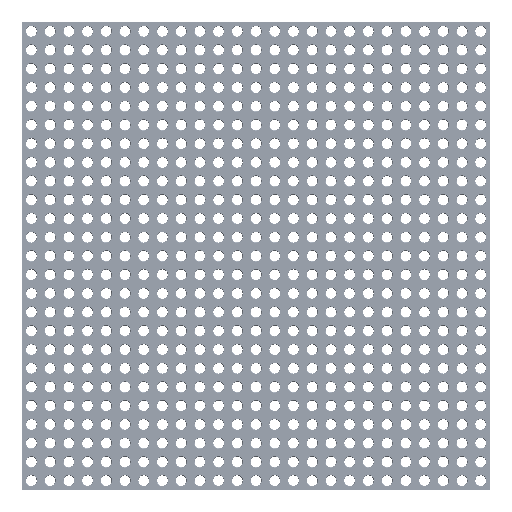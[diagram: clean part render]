
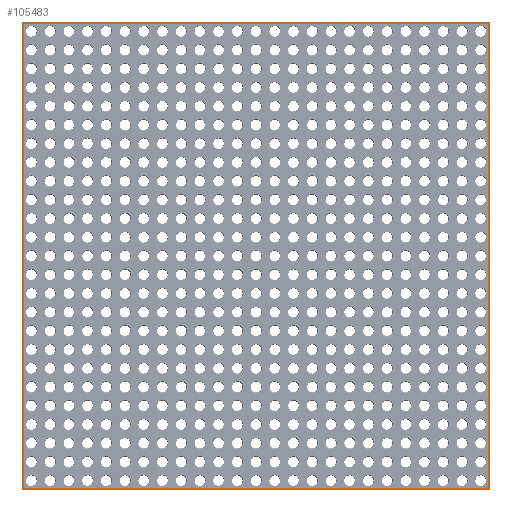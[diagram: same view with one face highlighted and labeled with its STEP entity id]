
A CAD part, top view. The second image highlights one B-rep face of the part: STEP entity #105483.
In plain terms, the highlighted planar face has unit normal (0, 0, 1).
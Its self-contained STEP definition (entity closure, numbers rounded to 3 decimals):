
#100 = PLANE('',#101);
#101 = AXIS2_PLACEMENT_3D('',#102,#103,#104);
#102 = CARTESIAN_POINT('',(-6.25,306.1,2.975));
#103 = DIRECTION('',(0.,0.707,0.707));
#104 = DIRECTION('',(-1.,0.,0.));
#17115 = PLANE('',#17116);
#17116 = AXIS2_PLACEMENT_3D('',#17117,#17118,#17119);
#17117 = CARTESIAN_POINT('',(306.1,306.25,2.975));
#17118 = DIRECTION('',(0.707,0.,0.707));
#17119 = DIRECTION('',(0.,1.,0.));
#19845 = VERTEX_POINT('',#19846);
#19846 = CARTESIAN_POINT('',(-5.95,305.95,3.125));
#19860 = PLANE('',#19861);
#19861 = AXIS2_PLACEMENT_3D('',#19862,#19863,#19864);
#19862 = CARTESIAN_POINT('',(-6.1,-6.25,2.975));
#19863 = DIRECTION('',(-0.707,0.,0.707));
#19864 = DIRECTION('',(0.,-1.,0.));
#19874 = VERTEX_POINT('',#19875);
#19875 = CARTESIAN_POINT('',(305.95,305.95,3.125));
#19896 = EDGE_CURVE('',#19845,#19874,#19897,.T.);
#19897 = SURFACE_CURVE('',#19898,(#19902,#19909),.PCURVE_S1.);
#19898 = LINE('',#19899,#19900);
#19899 = CARTESIAN_POINT('',(-6.25,305.95,3.125));
#19900 = VECTOR('',#19901,1.);
#19901 = DIRECTION('',(1.,0.,0.));
#19902 = PCURVE('',#100,#19903);
#19903 = DEFINITIONAL_REPRESENTATION('',(#19904),#19908);
#19904 = LINE('',#19905,#19906);
#19905 = CARTESIAN_POINT('',(-0.,0.212));
#19906 = VECTOR('',#19907,1.);
#19907 = DIRECTION('',(-1.,0.));
#19908 = ( GEOMETRIC_REPRESENTATION_CONTEXT(2) 
PARAMETRIC_REPRESENTATION_CONTEXT() REPRESENTATION_CONTEXT('2D SPACE',''
  ) );
#19909 = PCURVE('',#19910,#19915);
#19910 = PLANE('',#19911);
#19911 = AXIS2_PLACEMENT_3D('',#19912,#19913,#19914);
#19912 = CARTESIAN_POINT('',(150.,150.,3.125));
#19913 = DIRECTION('',(0.,0.,1.));
#19914 = DIRECTION('',(1.,0.,0.));
#19915 = DEFINITIONAL_REPRESENTATION('',(#19916),#19920);
#19916 = LINE('',#19917,#19918);
#19917 = CARTESIAN_POINT('',(-156.25,155.95));
#19918 = VECTOR('',#19919,1.);
#19919 = DIRECTION('',(1.,0.));
#19920 = ( GEOMETRIC_REPRESENTATION_CONTEXT(2) 
PARAMETRIC_REPRESENTATION_CONTEXT() REPRESENTATION_CONTEXT('2D SPACE',''
  ) );
#103047 = PLANE('',#103048);
#103048 = AXIS2_PLACEMENT_3D('',#103049,#103050,#103051);
#103049 = CARTESIAN_POINT('',(306.25,-6.1,2.975));
#103050 = DIRECTION('',(0.,-0.707,0.707));
#103051 = DIRECTION('',(-1.,0.,0.));
#105392 = VERTEX_POINT('',#105393);
#105393 = CARTESIAN_POINT('',(305.95,-5.95,3.125));
#105414 = EDGE_CURVE('',#19874,#105392,#105415,.T.);
#105415 = SURFACE_CURVE('',#105416,(#105420,#105427),.PCURVE_S1.);
#105416 = LINE('',#105417,#105418);
#105417 = CARTESIAN_POINT('',(305.95,306.25,3.125));
#105418 = VECTOR('',#105419,1.);
#105419 = DIRECTION('',(0.,-1.,0.));
#105420 = PCURVE('',#17115,#105421);
#105421 = DEFINITIONAL_REPRESENTATION('',(#105422),#105426);
#105422 = LINE('',#105423,#105424);
#105423 = CARTESIAN_POINT('',(-0.,0.212));
#105424 = VECTOR('',#105425,1.);
#105425 = DIRECTION('',(-1.,0.));
#105426 = ( GEOMETRIC_REPRESENTATION_CONTEXT(2) 
PARAMETRIC_REPRESENTATION_CONTEXT() REPRESENTATION_CONTEXT('2D SPACE',''
  ) );
#105427 = PCURVE('',#19910,#105428);
#105428 = DEFINITIONAL_REPRESENTATION('',(#105429),#105433);
#105429 = LINE('',#105430,#105431);
#105430 = CARTESIAN_POINT('',(155.95,156.25));
#105431 = VECTOR('',#105432,1.);
#105432 = DIRECTION('',(0.,-1.));
#105433 = ( GEOMETRIC_REPRESENTATION_CONTEXT(2) 
PARAMETRIC_REPRESENTATION_CONTEXT() REPRESENTATION_CONTEXT('2D SPACE',''
  ) );
#105439 = VERTEX_POINT('',#105440);
#105440 = CARTESIAN_POINT('',(-5.95,-5.95,3.125));
#105463 = EDGE_CURVE('',#105439,#19845,#105464,.T.);
#105464 = SURFACE_CURVE('',#105465,(#105469,#105476),.PCURVE_S1.);
#105465 = LINE('',#105466,#105467);
#105466 = CARTESIAN_POINT('',(-5.95,-6.25,3.125));
#105467 = VECTOR('',#105468,1.);
#105468 = DIRECTION('',(0.,1.,0.));
#105469 = PCURVE('',#19860,#105470);
#105470 = DEFINITIONAL_REPRESENTATION('',(#105471),#105475);
#105471 = LINE('',#105472,#105473);
#105472 = CARTESIAN_POINT('',(-0.,0.212));
#105473 = VECTOR('',#105474,1.);
#105474 = DIRECTION('',(-1.,0.));
#105475 = ( GEOMETRIC_REPRESENTATION_CONTEXT(2) 
PARAMETRIC_REPRESENTATION_CONTEXT() REPRESENTATION_CONTEXT('2D SPACE',''
  ) );
#105476 = PCURVE('',#19910,#105477);
#105477 = DEFINITIONAL_REPRESENTATION('',(#105478),#105482);
#105478 = LINE('',#105479,#105480);
#105479 = CARTESIAN_POINT('',(-155.95,-156.25));
#105480 = VECTOR('',#105481,1.);
#105481 = DIRECTION('',(0.,1.));
#105482 = ( GEOMETRIC_REPRESENTATION_CONTEXT(2) 
PARAMETRIC_REPRESENTATION_CONTEXT() REPRESENTATION_CONTEXT('2D SPACE',''
  ) );
#105483 = ADVANCED_FACE('',(#105484,#105510),#19910,.T.);
#105484 = FACE_BOUND('',#105485,.T.);
#105485 = EDGE_LOOP('',(#105486,#105507,#105508,#105509));
#105486 = ORIENTED_EDGE('',*,*,#105487,.F.);
#105487 = EDGE_CURVE('',#105392,#105439,#105488,.T.);
#105488 = SURFACE_CURVE('',#105489,(#105493,#105500),.PCURVE_S1.);
#105489 = LINE('',#105490,#105491);
#105490 = CARTESIAN_POINT('',(306.25,-5.95,3.125));
#105491 = VECTOR('',#105492,1.);
#105492 = DIRECTION('',(-1.,0.,0.));
#105493 = PCURVE('',#19910,#105494);
#105494 = DEFINITIONAL_REPRESENTATION('',(#105495),#105499);
#105495 = LINE('',#105496,#105497);
#105496 = CARTESIAN_POINT('',(156.25,-155.95));
#105497 = VECTOR('',#105498,1.);
#105498 = DIRECTION('',(-1.,0.));
#105499 = ( GEOMETRIC_REPRESENTATION_CONTEXT(2) 
PARAMETRIC_REPRESENTATION_CONTEXT() REPRESENTATION_CONTEXT('2D SPACE',''
  ) );
#105500 = PCURVE('',#103047,#105501);
#105501 = DEFINITIONAL_REPRESENTATION('',(#105502),#105506);
#105502 = LINE('',#105503,#105504);
#105503 = CARTESIAN_POINT('',(0.,-0.212));
#105504 = VECTOR('',#105505,1.);
#105505 = DIRECTION('',(1.,0.));
#105506 = ( GEOMETRIC_REPRESENTATION_CONTEXT(2) 
PARAMETRIC_REPRESENTATION_CONTEXT() REPRESENTATION_CONTEXT('2D SPACE',''
  ) );
#105507 = ORIENTED_EDGE('',*,*,#105414,.F.);
#105508 = ORIENTED_EDGE('',*,*,#19896,.F.);
#105509 = ORIENTED_EDGE('',*,*,#105463,.F.);
#105510 = FACE_BOUND('',#105511,.T.);
#105511 = EDGE_LOOP('',(#105512,#105542,#105570,#105598));
#105512 = ORIENTED_EDGE('',*,*,#105513,.T.);
#105513 = EDGE_CURVE('',#105514,#105516,#105518,.T.);
#105514 = VERTEX_POINT('',#105515);
#105515 = CARTESIAN_POINT('',(-5.15,-5.15,3.125));
#105516 = VERTEX_POINT('',#105517);
#105517 = CARTESIAN_POINT('',(-5.15,305.15,3.125));
#105518 = SURFACE_CURVE('',#105519,(#105523,#105530),.PCURVE_S1.);
#105519 = LINE('',#105520,#105521);
#105520 = CARTESIAN_POINT('',(-5.15,-5.15,3.125));
#105521 = VECTOR('',#105522,1.);
#105522 = DIRECTION('',(0.,1.,0.));
#105523 = PCURVE('',#19910,#105524);
#105524 = DEFINITIONAL_REPRESENTATION('',(#105525),#105529);
#105525 = LINE('',#105526,#105527);
#105526 = CARTESIAN_POINT('',(-155.15,-155.15));
#105527 = VECTOR('',#105528,1.);
#105528 = DIRECTION('',(0.,1.));
#105529 = ( GEOMETRIC_REPRESENTATION_CONTEXT(2) 
PARAMETRIC_REPRESENTATION_CONTEXT() REPRESENTATION_CONTEXT('2D SPACE',''
  ) );
#105530 = PCURVE('',#105531,#105536);
#105531 = PLANE('',#105532);
#105532 = AXIS2_PLACEMENT_3D('',#105533,#105534,#105535);
#105533 = CARTESIAN_POINT('',(-5.15,-5.15,3.125));
#105534 = DIRECTION('',(1.,0.,0.));
#105535 = DIRECTION('',(0.,1.,0.));
#105536 = DEFINITIONAL_REPRESENTATION('',(#105537),#105541);
#105537 = LINE('',#105538,#105539);
#105538 = CARTESIAN_POINT('',(0.,0.));
#105539 = VECTOR('',#105540,1.);
#105540 = DIRECTION('',(1.,0.));
#105541 = ( GEOMETRIC_REPRESENTATION_CONTEXT(2) 
PARAMETRIC_REPRESENTATION_CONTEXT() REPRESENTATION_CONTEXT('2D SPACE',''
  ) );
#105542 = ORIENTED_EDGE('',*,*,#105543,.T.);
#105543 = EDGE_CURVE('',#105516,#105544,#105546,.T.);
#105544 = VERTEX_POINT('',#105545);
#105545 = CARTESIAN_POINT('',(305.15,305.15,3.125));
#105546 = SURFACE_CURVE('',#105547,(#105551,#105558),.PCURVE_S1.);
#105547 = LINE('',#105548,#105549);
#105548 = CARTESIAN_POINT('',(-5.15,305.15,3.125));
#105549 = VECTOR('',#105550,1.);
#105550 = DIRECTION('',(1.,0.,0.));
#105551 = PCURVE('',#19910,#105552);
#105552 = DEFINITIONAL_REPRESENTATION('',(#105553),#105557);
#105553 = LINE('',#105554,#105555);
#105554 = CARTESIAN_POINT('',(-155.15,155.15));
#105555 = VECTOR('',#105556,1.);
#105556 = DIRECTION('',(1.,0.));
#105557 = ( GEOMETRIC_REPRESENTATION_CONTEXT(2) 
PARAMETRIC_REPRESENTATION_CONTEXT() REPRESENTATION_CONTEXT('2D SPACE',''
  ) );
#105558 = PCURVE('',#105559,#105564);
#105559 = PLANE('',#105560);
#105560 = AXIS2_PLACEMENT_3D('',#105561,#105562,#105563);
#105561 = CARTESIAN_POINT('',(-5.15,305.15,3.125));
#105562 = DIRECTION('',(0.,-1.,0.));
#105563 = DIRECTION('',(1.,0.,0.));
#105564 = DEFINITIONAL_REPRESENTATION('',(#105565),#105569);
#105565 = LINE('',#105566,#105567);
#105566 = CARTESIAN_POINT('',(0.,0.));
#105567 = VECTOR('',#105568,1.);
#105568 = DIRECTION('',(1.,0.));
#105569 = ( GEOMETRIC_REPRESENTATION_CONTEXT(2) 
PARAMETRIC_REPRESENTATION_CONTEXT() REPRESENTATION_CONTEXT('2D SPACE',''
  ) );
#105570 = ORIENTED_EDGE('',*,*,#105571,.T.);
#105571 = EDGE_CURVE('',#105544,#105572,#105574,.T.);
#105572 = VERTEX_POINT('',#105573);
#105573 = CARTESIAN_POINT('',(305.15,-5.15,3.125));
#105574 = SURFACE_CURVE('',#105575,(#105579,#105586),.PCURVE_S1.);
#105575 = LINE('',#105576,#105577);
#105576 = CARTESIAN_POINT('',(305.15,305.15,3.125));
#105577 = VECTOR('',#105578,1.);
#105578 = DIRECTION('',(0.,-1.,0.));
#105579 = PCURVE('',#19910,#105580);
#105580 = DEFINITIONAL_REPRESENTATION('',(#105581),#105585);
#105581 = LINE('',#105582,#105583);
#105582 = CARTESIAN_POINT('',(155.15,155.15));
#105583 = VECTOR('',#105584,1.);
#105584 = DIRECTION('',(0.,-1.));
#105585 = ( GEOMETRIC_REPRESENTATION_CONTEXT(2) 
PARAMETRIC_REPRESENTATION_CONTEXT() REPRESENTATION_CONTEXT('2D SPACE',''
  ) );
#105586 = PCURVE('',#105587,#105592);
#105587 = PLANE('',#105588);
#105588 = AXIS2_PLACEMENT_3D('',#105589,#105590,#105591);
#105589 = CARTESIAN_POINT('',(305.15,305.15,3.125));
#105590 = DIRECTION('',(-1.,0.,0.));
#105591 = DIRECTION('',(0.,-1.,0.));
#105592 = DEFINITIONAL_REPRESENTATION('',(#105593),#105597);
#105593 = LINE('',#105594,#105595);
#105594 = CARTESIAN_POINT('',(0.,0.));
#105595 = VECTOR('',#105596,1.);
#105596 = DIRECTION('',(1.,0.));
#105597 = ( GEOMETRIC_REPRESENTATION_CONTEXT(2) 
PARAMETRIC_REPRESENTATION_CONTEXT() REPRESENTATION_CONTEXT('2D SPACE',''
  ) );
#105598 = ORIENTED_EDGE('',*,*,#105599,.T.);
#105599 = EDGE_CURVE('',#105572,#105514,#105600,.T.);
#105600 = SURFACE_CURVE('',#105601,(#105605,#105612),.PCURVE_S1.);
#105601 = LINE('',#105602,#105603);
#105602 = CARTESIAN_POINT('',(305.15,-5.15,3.125));
#105603 = VECTOR('',#105604,1.);
#105604 = DIRECTION('',(-1.,0.,0.));
#105605 = PCURVE('',#19910,#105606);
#105606 = DEFINITIONAL_REPRESENTATION('',(#105607),#105611);
#105607 = LINE('',#105608,#105609);
#105608 = CARTESIAN_POINT('',(155.15,-155.15));
#105609 = VECTOR('',#105610,1.);
#105610 = DIRECTION('',(-1.,0.));
#105611 = ( GEOMETRIC_REPRESENTATION_CONTEXT(2) 
PARAMETRIC_REPRESENTATION_CONTEXT() REPRESENTATION_CONTEXT('2D SPACE',''
  ) );
#105612 = PCURVE('',#105613,#105618);
#105613 = PLANE('',#105614);
#105614 = AXIS2_PLACEMENT_3D('',#105615,#105616,#105617);
#105615 = CARTESIAN_POINT('',(305.15,-5.15,3.125));
#105616 = DIRECTION('',(0.,1.,0.));
#105617 = DIRECTION('',(-1.,0.,0.));
#105618 = DEFINITIONAL_REPRESENTATION('',(#105619),#105623);
#105619 = LINE('',#105620,#105621);
#105620 = CARTESIAN_POINT('',(0.,0.));
#105621 = VECTOR('',#105622,1.);
#105622 = DIRECTION('',(1.,0.));
#105623 = ( GEOMETRIC_REPRESENTATION_CONTEXT(2) 
PARAMETRIC_REPRESENTATION_CONTEXT() REPRESENTATION_CONTEXT('2D SPACE',''
  ) );
